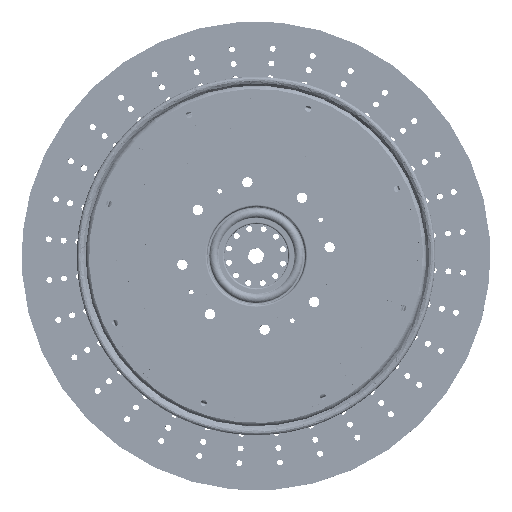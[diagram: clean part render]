
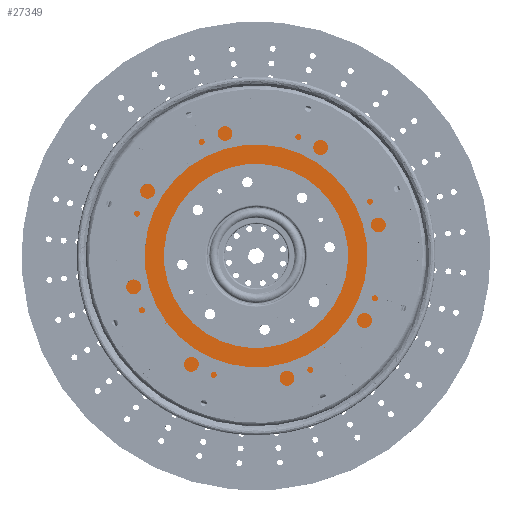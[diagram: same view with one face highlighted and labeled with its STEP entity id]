
A CAD part, top view. The second image highlights one B-rep face of the part: STEP entity #27349.
In plain terms, the highlighted face is planar.
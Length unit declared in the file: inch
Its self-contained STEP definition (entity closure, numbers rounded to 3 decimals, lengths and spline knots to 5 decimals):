
#1285=FACE_BOUND('',#4130,.T.);
#1286=FACE_BOUND('',#4131,.T.);
#1287=FACE_BOUND('',#4132,.T.);
#1288=FACE_BOUND('',#4133,.T.);
#1289=FACE_BOUND('',#4134,.T.);
#1290=FACE_BOUND('',#4135,.T.);
#1291=FACE_BOUND('',#4136,.T.);
#1292=FACE_BOUND('',#4137,.T.);
#1293=FACE_BOUND('',#4138,.T.);
#1577=PLANE('',#29998);
#2064=FACE_OUTER_BOUND('',#4129,.T.);
#4129=EDGE_LOOP('',(#20668,#20669));
#4130=EDGE_LOOP('',(#20670));
#4131=EDGE_LOOP('',(#20671,#20672));
#4132=EDGE_LOOP('',(#20673,#20674));
#4133=EDGE_LOOP('',(#20675,#20676));
#4134=EDGE_LOOP('',(#20677,#20678));
#4135=EDGE_LOOP('',(#20679));
#4136=EDGE_LOOP('',(#20680));
#4137=EDGE_LOOP('',(#20681));
#4138=EDGE_LOOP('',(#20682));
#8764=CIRCLE('',#29980,3.1005);
#8778=CIRCLE('',#29999,5.125);
#8779=CIRCLE('',#30000,5.125);
#8780=CIRCLE('',#30001,0.1405);
#8781=CIRCLE('',#30002,0.1405);
#8782=CIRCLE('',#30003,0.1405);
#8783=CIRCLE('',#30004,0.1405);
#8784=CIRCLE('',#30005,0.1405);
#8785=CIRCLE('',#30006,0.1405);
#8786=CIRCLE('',#30007,0.1405);
#8787=CIRCLE('',#30008,0.1405);
#8788=CIRCLE('',#30009,0.1015);
#8789=CIRCLE('',#30010,0.1015);
#8790=CIRCLE('',#30011,0.1015);
#8791=CIRCLE('',#30012,0.1015);
#11661=VERTEX_POINT('',#46031);
#11675=VERTEX_POINT('',#46069);
#11676=VERTEX_POINT('',#46070);
#11677=VERTEX_POINT('',#46073);
#11678=VERTEX_POINT('',#46074);
#11679=VERTEX_POINT('',#46077);
#11680=VERTEX_POINT('',#46078);
#11681=VERTEX_POINT('',#46081);
#11682=VERTEX_POINT('',#46082);
#11683=VERTEX_POINT('',#46085);
#11684=VERTEX_POINT('',#46086);
#11685=VERTEX_POINT('',#46089);
#11686=VERTEX_POINT('',#46091);
#11687=VERTEX_POINT('',#46093);
#11688=VERTEX_POINT('',#46095);
#14992=EDGE_CURVE('',#11661,#11661,#8764,.T.);
#15011=EDGE_CURVE('',#11675,#11676,#8778,.T.);
#15012=EDGE_CURVE('',#11676,#11675,#8779,.T.);
#15013=EDGE_CURVE('',#11677,#11678,#8780,.T.);
#15014=EDGE_CURVE('',#11678,#11677,#8781,.T.);
#15015=EDGE_CURVE('',#11679,#11680,#8782,.T.);
#15016=EDGE_CURVE('',#11680,#11679,#8783,.T.);
#15017=EDGE_CURVE('',#11681,#11682,#8784,.T.);
#15018=EDGE_CURVE('',#11682,#11681,#8785,.T.);
#15019=EDGE_CURVE('',#11683,#11684,#8786,.T.);
#15020=EDGE_CURVE('',#11684,#11683,#8787,.T.);
#15021=EDGE_CURVE('',#11685,#11685,#8788,.T.);
#15022=EDGE_CURVE('',#11686,#11686,#8789,.T.);
#15023=EDGE_CURVE('',#11687,#11687,#8790,.T.);
#15024=EDGE_CURVE('',#11688,#11688,#8791,.T.);
#20668=ORIENTED_EDGE('',*,*,#15011,.T.);
#20669=ORIENTED_EDGE('',*,*,#15012,.T.);
#20670=ORIENTED_EDGE('',*,*,#14992,.T.);
#20671=ORIENTED_EDGE('',*,*,#15013,.T.);
#20672=ORIENTED_EDGE('',*,*,#15014,.T.);
#20673=ORIENTED_EDGE('',*,*,#15015,.T.);
#20674=ORIENTED_EDGE('',*,*,#15016,.T.);
#20675=ORIENTED_EDGE('',*,*,#15017,.T.);
#20676=ORIENTED_EDGE('',*,*,#15018,.T.);
#20677=ORIENTED_EDGE('',*,*,#15019,.T.);
#20678=ORIENTED_EDGE('',*,*,#15020,.T.);
#20679=ORIENTED_EDGE('',*,*,#15021,.T.);
#20680=ORIENTED_EDGE('',*,*,#15022,.T.);
#20681=ORIENTED_EDGE('',*,*,#15023,.T.);
#20682=ORIENTED_EDGE('',*,*,#15024,.T.);
#27349=ADVANCED_FACE('',(#2064,#1285,#1286,#1287,#1288,#1289,#1290,#1291,
#1292,#1293),#1577,.T.);
#29980=AXIS2_PLACEMENT_3D('',#46032,#36177,#36178);
#29998=AXIS2_PLACEMENT_3D('',#46068,#36218,#36219);
#29999=AXIS2_PLACEMENT_3D('',#46071,#36220,#36221);
#30000=AXIS2_PLACEMENT_3D('',#46072,#36222,#36223);
#30001=AXIS2_PLACEMENT_3D('',#46075,#36224,#36225);
#30002=AXIS2_PLACEMENT_3D('',#46076,#36226,#36227);
#30003=AXIS2_PLACEMENT_3D('',#46079,#36228,#36229);
#30004=AXIS2_PLACEMENT_3D('',#46080,#36230,#36231);
#30005=AXIS2_PLACEMENT_3D('',#46083,#36232,#36233);
#30006=AXIS2_PLACEMENT_3D('',#46084,#36234,#36235);
#30007=AXIS2_PLACEMENT_3D('',#46087,#36236,#36237);
#30008=AXIS2_PLACEMENT_3D('',#46088,#36238,#36239);
#30009=AXIS2_PLACEMENT_3D('',#46090,#36240,#36241);
#30010=AXIS2_PLACEMENT_3D('',#46092,#36242,#36243);
#30011=AXIS2_PLACEMENT_3D('',#46094,#36244,#36245);
#30012=AXIS2_PLACEMENT_3D('',#46096,#36246,#36247);
#36177=DIRECTION('center_axis',(-1.,0.,0.));
#36178=DIRECTION('ref_axis',(0.,0.,1.));
#36218=DIRECTION('center_axis',(1.,0.,0.));
#36219=DIRECTION('ref_axis',(0.,0.,-1.));
#36220=DIRECTION('center_axis',(1.,0.,0.));
#36221=DIRECTION('ref_axis',(0.,1.,0.));
#36222=DIRECTION('center_axis',(1.,0.,0.));
#36223=DIRECTION('ref_axis',(0.,1.,0.));
#36224=DIRECTION('center_axis',(-1.,0.,0.));
#36225=DIRECTION('ref_axis',(0.,0.,-1.));
#36226=DIRECTION('center_axis',(-1.,0.,0.));
#36227=DIRECTION('ref_axis',(0.,0.,-1.));
#36228=DIRECTION('center_axis',(-1.,0.,0.));
#36229=DIRECTION('ref_axis',(0.,-1.,0.));
#36230=DIRECTION('center_axis',(-1.,0.,0.));
#36231=DIRECTION('ref_axis',(0.,-1.,0.));
#36232=DIRECTION('center_axis',(-1.,0.,0.));
#36233=DIRECTION('ref_axis',(0.,0.,1.));
#36234=DIRECTION('center_axis',(-1.,0.,0.));
#36235=DIRECTION('ref_axis',(0.,0.,1.));
#36236=DIRECTION('center_axis',(-1.,0.,0.));
#36237=DIRECTION('ref_axis',(0.,1.,0.));
#36238=DIRECTION('center_axis',(-1.,0.,0.));
#36239=DIRECTION('ref_axis',(0.,1.,0.));
#36240=DIRECTION('center_axis',(-1.,0.,0.));
#36241=DIRECTION('ref_axis',(0.,0.,-1.));
#36242=DIRECTION('center_axis',(-1.,0.,0.));
#36243=DIRECTION('ref_axis',(0.,-1.,0.));
#36244=DIRECTION('center_axis',(-1.,0.,0.));
#36245=DIRECTION('ref_axis',(0.,0.,1.));
#36246=DIRECTION('center_axis',(-1.,0.,0.));
#36247=DIRECTION('ref_axis',(0.,1.,0.));
#46031=CARTESIAN_POINT('',(-0.79879,-4.93591,-3.1005));
#46032=CARTESIAN_POINT('Origin',(-0.79879,-4.93591,0.));
#46068=CARTESIAN_POINT('Origin',(-0.79879,-2.37341,0.));
#46069=CARTESIAN_POINT('',(-0.79879,0.18909,0.));
#46070=CARTESIAN_POINT('',(-0.79879,-4.93591,5.125));
#46071=CARTESIAN_POINT('Origin',(-0.79879,-4.93591,0.));
#46072=CARTESIAN_POINT('Origin',(-0.79879,-4.93591,0.));
#46073=CARTESIAN_POINT('',(-0.79879,-0.20141,0.1405));
#46074=CARTESIAN_POINT('',(-0.79879,-0.20141,-0.1405));
#46075=CARTESIAN_POINT('Origin',(-0.79879,-0.20141,
0.));
#46076=CARTESIAN_POINT('Origin',(-0.79879,-0.20141,
0.));
#46077=CARTESIAN_POINT('',(-0.79879,-4.79541,-4.7345));
#46078=CARTESIAN_POINT('',(-0.79879,-5.07641,-4.7345));
#46079=CARTESIAN_POINT('Origin',(-0.79879,-4.93591,-4.7345));
#46080=CARTESIAN_POINT('Origin',(-0.79879,-4.93591,-4.7345));
#46081=CARTESIAN_POINT('',(-0.79879,-9.67041,-0.1405));
#46082=CARTESIAN_POINT('',(-0.79879,-9.67041,0.1405));
#46083=CARTESIAN_POINT('Origin',(-0.79879,-9.67041,0.));
#46084=CARTESIAN_POINT('Origin',(-0.79879,-9.67041,0.));
#46085=CARTESIAN_POINT('',(-0.79879,-5.07641,4.7345));
#46086=CARTESIAN_POINT('',(-0.79879,-4.79541,4.7345));
#46087=CARTESIAN_POINT('Origin',(-0.79879,-4.93591,4.7345));
#46088=CARTESIAN_POINT('Origin',(-0.79879,-4.93591,4.7345));
#46089=CARTESIAN_POINT('',(-0.79879,-1.93071,-3.1067));
#46090=CARTESIAN_POINT('Origin',(-0.79879,-1.93071,-3.0052));
#46091=CARTESIAN_POINT('',(-0.79879,-8.04262,-3.0052));
#46092=CARTESIAN_POINT('Origin',(-0.79879,-7.94112,-3.0052));
#46093=CARTESIAN_POINT('',(-0.79879,-7.94112,3.1067));
#46094=CARTESIAN_POINT('Origin',(-0.79879,-7.94112,3.0052));
#46095=CARTESIAN_POINT('',(-0.79879,-1.82921,3.0052));
#46096=CARTESIAN_POINT('Origin',(-0.79879,-1.93071,3.0052));
